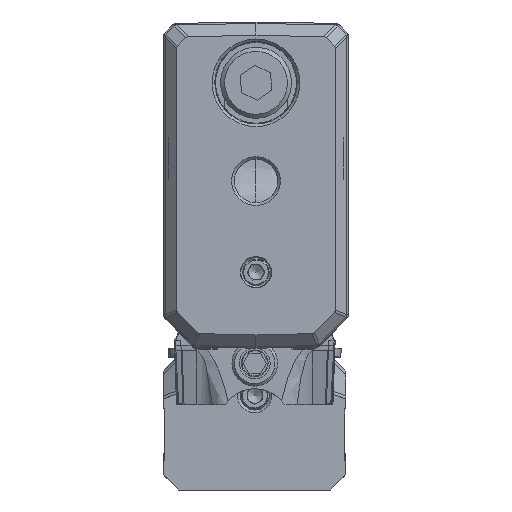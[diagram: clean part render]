
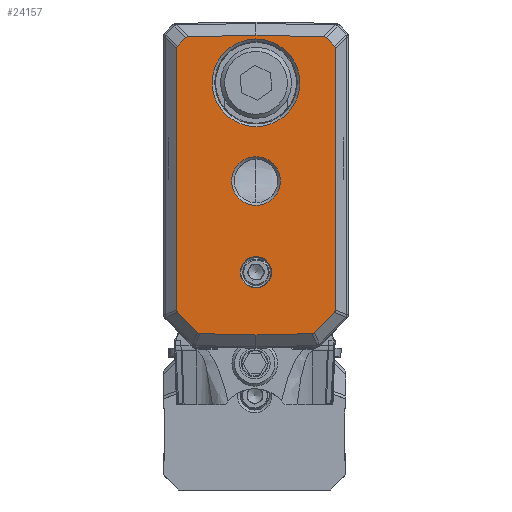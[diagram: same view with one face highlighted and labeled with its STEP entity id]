
A CAD part, front view. The second image highlights one B-rep face of the part: STEP entity #24157.
In plain terms, the highlighted planar face has unit normal (0, -1, 0).
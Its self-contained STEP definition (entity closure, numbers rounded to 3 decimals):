
#13638=FACE_BOUND('',#37242,.T.);
#13639=FACE_BOUND('',#37243,.T.);
#13640=FACE_BOUND('',#37244,.T.);
#13641=FACE_BOUND('',#37245,.T.);
#16461=PLANE('',#118357);
#18507=ELLIPSE('',#118247,0.859,0.5);
#18508=ELLIPSE('',#118249,0.859,0.5);
#18509=ELLIPSE('',#118251,0.736,0.5);
#18510=ELLIPSE('',#118253,0.735,0.5);
#18511=ELLIPSE('',#118255,0.735,0.5);
#18512=ELLIPSE('',#118257,0.736,0.5);
#18513=ELLIPSE('',#118259,0.859,0.5);
#18514=ELLIPSE('',#118261,0.859,0.5);
#24157=ADVANCED_FACE('',(#13638,#13639,#13640,#13641),#16461,.T.);
#37242=EDGE_LOOP('',(#80374,#80375,#80376,#80377,#80378,#80379,#80380,#80381,
#80382,#80383,#80384,#80385,#80386,#80387,#80388,#80389,#80390,#80391));
#37243=EDGE_LOOP('',(#80392));
#37244=EDGE_LOOP('',(#80393));
#37245=EDGE_LOOP('',(#80394));
#45269=LINE('',#208160,#53487);
#45270=LINE('',#208162,#53488);
#45271=LINE('',#208164,#53489);
#45272=LINE('',#208166,#53490);
#45273=LINE('',#208172,#53491);
#45275=LINE('',#208176,#53493);
#45276=LINE('',#208178,#53494);
#45278=LINE('',#208182,#53496);
#45282=LINE('',#208217,#53500);
#45283=LINE('',#208218,#53501);
#53487=VECTOR('',#142626,1.);
#53488=VECTOR('',#142629,1.);
#53489=VECTOR('',#142632,1.);
#53490=VECTOR('',#142635,1.);
#53491=VECTOR('',#142644,1.);
#53493=VECTOR('',#142648,1.);
#53494=VECTOR('',#142651,1.);
#53496=VECTOR('',#142655,1.);
#53500=VECTOR('',#142695,1.);
#53501=VECTOR('',#142696,1.);
#80374=ORIENTED_EDGE('',*,*,#102816,.T.);
#80375=ORIENTED_EDGE('',*,*,#102710,.T.);
#80376=ORIENTED_EDGE('',*,*,#102811,.T.);
#80377=ORIENTED_EDGE('',*,*,#102707,.T.);
#80378=ORIENTED_EDGE('',*,*,#102819,.T.);
#80379=ORIENTED_EDGE('',*,*,#102833,.T.);
#80380=ORIENTED_EDGE('',*,*,#102689,.T.);
#80381=ORIENTED_EDGE('',*,*,#102812,.T.);
#80382=ORIENTED_EDGE('',*,*,#102692,.T.);
#80383=ORIENTED_EDGE('',*,*,#102817,.T.);
#80384=ORIENTED_EDGE('',*,*,#102695,.T.);
#80385=ORIENTED_EDGE('',*,*,#102810,.T.);
#80386=ORIENTED_EDGE('',*,*,#102698,.T.);
#80387=ORIENTED_EDGE('',*,*,#102834,.T.);
#80388=ORIENTED_EDGE('',*,*,#102814,.T.);
#80389=ORIENTED_EDGE('',*,*,#102701,.T.);
#80390=ORIENTED_EDGE('',*,*,#102809,.T.);
#80391=ORIENTED_EDGE('',*,*,#102704,.T.);
#80392=ORIENTED_EDGE('',*,*,#102210,.T.);
#80393=ORIENTED_EDGE('',*,*,#102212,.T.);
#80394=ORIENTED_EDGE('',*,*,#102206,.T.);
#88865=VERTEX_POINT('',#203889);
#88869=VERTEX_POINT('',#203925);
#88871=VERTEX_POINT('',#203930);
#89192=VERTEX_POINT('',#207771);
#89193=VERTEX_POINT('',#207773);
#89194=VERTEX_POINT('',#207777);
#89195=VERTEX_POINT('',#207779);
#89196=VERTEX_POINT('',#207783);
#89197=VERTEX_POINT('',#207785);
#89198=VERTEX_POINT('',#207789);
#89199=VERTEX_POINT('',#207791);
#89200=VERTEX_POINT('',#207795);
#89201=VERTEX_POINT('',#207797);
#89202=VERTEX_POINT('',#207801);
#89203=VERTEX_POINT('',#207803);
#89204=VERTEX_POINT('',#207807);
#89205=VERTEX_POINT('',#207809);
#89206=VERTEX_POINT('',#207813);
#89207=VERTEX_POINT('',#207815);
#89259=VERTEX_POINT('',#208173);
#89260=VERTEX_POINT('',#208181);
#102206=EDGE_CURVE('',#88865,#88865,#107831,.T.);
#102210=EDGE_CURVE('',#88869,#88869,#107833,.T.);
#102212=EDGE_CURVE('',#88871,#88871,#107835,.T.);
#102689=EDGE_CURVE('',#89192,#89193,#18507,.T.);
#102692=EDGE_CURVE('',#89194,#89195,#18508,.T.);
#102695=EDGE_CURVE('',#89196,#89197,#18509,.T.);
#102698=EDGE_CURVE('',#89198,#89199,#18510,.T.);
#102701=EDGE_CURVE('',#89200,#89201,#18511,.T.);
#102704=EDGE_CURVE('',#89202,#89203,#18512,.T.);
#102707=EDGE_CURVE('',#89204,#89205,#18513,.T.);
#102710=EDGE_CURVE('',#89206,#89207,#18514,.T.);
#102809=EDGE_CURVE('',#89201,#89202,#45269,.T.);
#102810=EDGE_CURVE('',#89197,#89198,#45270,.T.);
#102811=EDGE_CURVE('',#89207,#89204,#45271,.T.);
#102812=EDGE_CURVE('',#89193,#89194,#45272,.T.);
#102814=EDGE_CURVE('',#89259,#89200,#45273,.T.);
#102816=EDGE_CURVE('',#89203,#89206,#45275,.T.);
#102817=EDGE_CURVE('',#89195,#89196,#45276,.T.);
#102819=EDGE_CURVE('',#89205,#89260,#45278,.T.);
#102833=EDGE_CURVE('',#89260,#89192,#45282,.T.);
#102834=EDGE_CURVE('',#89199,#89259,#45283,.T.);
#107831=CIRCLE('',#117979,2.4);
#107833=CIRCLE('',#117983,1.55);
#107835=CIRCLE('',#117986,4.323);
#117979=AXIS2_PLACEMENT_3D('',#203888,#141669,#141670);
#117983=AXIS2_PLACEMENT_3D('',#203924,#141677,#141678);
#117986=AXIS2_PLACEMENT_3D('',#203929,#141683,#141684);
#118247=AXIS2_PLACEMENT_3D('',#207774,#142402,#142403);
#118249=AXIS2_PLACEMENT_3D('',#207780,#142408,#142409);
#118251=AXIS2_PLACEMENT_3D('',#207786,#142414,#142415);
#118253=AXIS2_PLACEMENT_3D('',#207792,#142420,#142421);
#118255=AXIS2_PLACEMENT_3D('',#207798,#142426,#142427);
#118257=AXIS2_PLACEMENT_3D('',#207804,#142432,#142433);
#118259=AXIS2_PLACEMENT_3D('',#207810,#142438,#142439);
#118261=AXIS2_PLACEMENT_3D('',#207816,#142444,#142445);
#118357=AXIS2_PLACEMENT_3D('',#208219,#142697,#142698);
#141669=DIRECTION('',(0.,1.,0.));
#141670=DIRECTION('',(0.,0.,-1.));
#141677=DIRECTION('',(0.,1.,0.));
#141678=DIRECTION('',(0.,0.,-1.));
#141683=DIRECTION('',(0.,1.,0.));
#141684=DIRECTION('',(0.,0.,-1.));
#142402=DIRECTION('',(0.,-1.,0.));
#142403=DIRECTION('',(0.716,0.,-0.698));
#142408=DIRECTION('',(0.,-1.,0.));
#142409=DIRECTION('',(0.716,0.,-0.698));
#142414=DIRECTION('',(0.,-1.,0.));
#142415=DIRECTION('',(-0.926,0.,-0.379));
#142420=DIRECTION('',(0.,-1.,0.));
#142421=DIRECTION('',(-0.398,0.,-0.917));
#142426=DIRECTION('',(0.,-1.,0.));
#142427=DIRECTION('',(-0.398,0.,0.917));
#142432=DIRECTION('',(0.,-1.,0.));
#142433=DIRECTION('',(-0.926,0.,0.379));
#142438=DIRECTION('',(0.,-1.,0.));
#142439=DIRECTION('',(0.716,0.,0.698));
#142444=DIRECTION('',(0.,-1.,0.));
#142445=DIRECTION('',(0.716,0.,0.698));
#142626=DIRECTION('',(0.701,0.,0.713));
#142629=DIRECTION('',(0.701,0.,-0.713));
#142632=DIRECTION('',(-0.698,0.,0.716));
#142635=DIRECTION('',(-0.698,0.,-0.716));
#142644=DIRECTION('',(1.,0.,0.025));
#142648=DIRECTION('',(0.,0.,1.));
#142651=DIRECTION('',(0.,0.,-1.));
#142655=DIRECTION('',(-1.,0.,0.025));
#142695=DIRECTION('',(-1.,0.,-0.025));
#142696=DIRECTION('',(1.,0.,-0.025));
#142697=DIRECTION('',(0.,-1.,0.));
#142698=DIRECTION('',(0.,0.,-1.));
#203888=CARTESIAN_POINT('',(0.125,-28.5,-15.7));
#203889=CARTESIAN_POINT('',(0.125,-28.5,-18.1));
#203924=CARTESIAN_POINT('',(0.125,-28.5,-24.7));
#203925=CARTESIAN_POINT('',(0.125,-28.5,-26.25));
#203929=CARTESIAN_POINT('',(0.125,-28.5,-6.));
#203930=CARTESIAN_POINT('',(0.125,-28.5,-10.323));
#207771=CARTESIAN_POINT('',(-6.564,-28.5,-1.465));
#207773=CARTESIAN_POINT('',(-6.816,-28.5,-1.564));
#207774=CARTESIAN_POINT('',(-6.201,-28.5,-2.163));
#207777=CARTESIAN_POINT('',(-7.608,-28.5,-2.375));
#207779=CARTESIAN_POINT('',(-7.7,-28.5,-2.63));
#207780=CARTESIAN_POINT('',(-6.993,-28.5,-2.975));
#207783=CARTESIAN_POINT('',(-7.7,-28.5,-28.416));
#207785=CARTESIAN_POINT('',(-7.599,-28.5,-28.664));
#207786=CARTESIAN_POINT('',(-6.993,-28.5,-28.272));
#207789=CARTESIAN_POINT('',(-5.639,-28.5,-30.658));
#207791=CARTESIAN_POINT('',(-5.396,-28.5,-30.764));
#207792=CARTESIAN_POINT('',(-5.235,-28.5,-30.06));
#207795=CARTESIAN_POINT('',(5.646,-28.5,-30.764));
#207797=CARTESIAN_POINT('',(5.889,-28.5,-30.658));
#207798=CARTESIAN_POINT('',(5.485,-28.5,-30.06));
#207801=CARTESIAN_POINT('',(7.849,-28.5,-28.664));
#207803=CARTESIAN_POINT('',(7.95,-28.5,-28.416));
#207804=CARTESIAN_POINT('',(7.243,-28.5,-28.272));
#207807=CARTESIAN_POINT('',(7.066,-28.5,-1.564));
#207809=CARTESIAN_POINT('',(6.814,-28.5,-1.465));
#207810=CARTESIAN_POINT('',(6.451,-28.5,-2.163));
#207813=CARTESIAN_POINT('',(7.95,-28.5,-2.63));
#207815=CARTESIAN_POINT('',(7.858,-28.5,-2.375));
#207816=CARTESIAN_POINT('',(7.243,-28.5,-2.975));
#208160=CARTESIAN_POINT('',(-2.196,-28.5,-38.886));
#208162=CARTESIAN_POINT('',(-6.519,-28.5,-29.762));
#208164=CARTESIAN_POINT('',(14.544,-28.5,-9.227));
#208166=CARTESIAN_POINT('',(-23.195,-28.5,-18.349));
#208172=CARTESIAN_POINT('',(-9.027,-28.5,-31.126));
#208173=CARTESIAN_POINT('',(0.125,-28.5,-30.9));
#208176=CARTESIAN_POINT('',(7.95,-28.5,-32.2));
#208178=CARTESIAN_POINT('',(-7.7,-28.5,-32.2));
#208181=CARTESIAN_POINT('',(0.125,-28.5,-1.3));
#208182=CARTESIAN_POINT('',(-8.232,-28.5,-1.094));
#208217=CARTESIAN_POINT('',(-9.757,-28.5,-1.544));
#208218=CARTESIAN_POINT('',(-8.962,-28.5,-30.676));
#208219=CARTESIAN_POINT('',(-9.,-28.5,-32.2));
